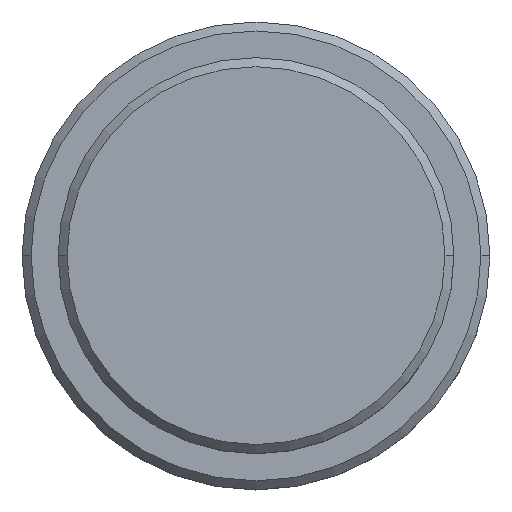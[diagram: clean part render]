
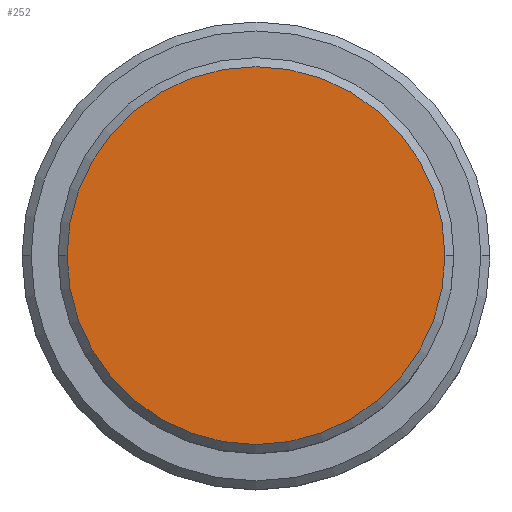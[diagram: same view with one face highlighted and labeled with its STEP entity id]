
A CAD part, top view. The second image highlights one B-rep face of the part: STEP entity #252.
In plain terms, the highlighted planar face has unit normal (0, 0, 1).
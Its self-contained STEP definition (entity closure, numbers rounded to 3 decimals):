
#136 = AXIS2_PLACEMENT_3D ( 'NONE', #322, #773, #1405 ) ;
#206 = CARTESIAN_POINT ( 'NONE',  ( 0., 0., 0. ) ) ;
#212 = CARTESIAN_POINT ( 'NONE',  ( -10.5, 0., 0. ) ) ;
#252 = ADVANCED_FACE ( 'NONE', ( #971 ), #1209, .T. ) ;
#322 = CARTESIAN_POINT ( 'NONE',  ( 0., 0., 0. ) ) ;
#335 = EDGE_CURVE ( 'NONE', #926, #744, #1122, .T. ) ;
#375 = DIRECTION ( 'NONE',  ( 0., 0., 1. ) ) ;
#466 = EDGE_CURVE ( 'NONE', #744, #926, #871, .T. ) ;
#475 = AXIS2_PLACEMENT_3D ( 'NONE', #206, #646, #653 ) ;
#610 = EDGE_LOOP ( 'NONE', ( #798, #1113 ) ) ;
#646 = DIRECTION ( 'NONE',  ( 0., 0., 1. ) ) ;
#653 = DIRECTION ( 'NONE',  ( 1., 0., 0. ) ) ;
#744 = VERTEX_POINT ( 'NONE', #212 ) ;
#773 = DIRECTION ( 'NONE',  ( 0., 0., 1. ) ) ;
#798 = ORIENTED_EDGE ( 'NONE', *, *, #466, .T. ) ;
#811 = CARTESIAN_POINT ( 'NONE',  ( 0., 0., 0. ) ) ;
#850 = AXIS2_PLACEMENT_3D ( 'NONE', #811, #375, #1223 ) ;
#871 = CIRCLE ( 'NONE', #850, 10.5 ) ;
#926 = VERTEX_POINT ( 'NONE', #1300 ) ;
#971 = FACE_OUTER_BOUND ( 'NONE', #610, .T. ) ;
#1113 = ORIENTED_EDGE ( 'NONE', *, *, #335, .T. ) ;
#1122 = CIRCLE ( 'NONE', #475, 10.5 ) ;
#1209 = PLANE ( 'NONE',  #136 ) ;
#1223 = DIRECTION ( 'NONE',  ( 1., 0., 0. ) ) ;
#1300 = CARTESIAN_POINT ( 'NONE',  ( 10.5, 0., 0. ) ) ;
#1405 = DIRECTION ( 'NONE',  ( 1., 0., 0. ) ) ;
